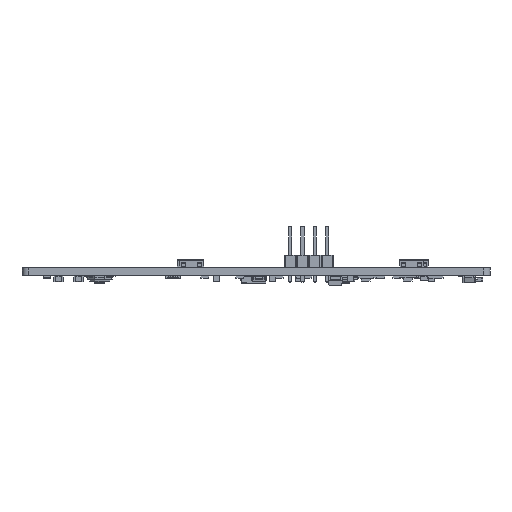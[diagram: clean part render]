
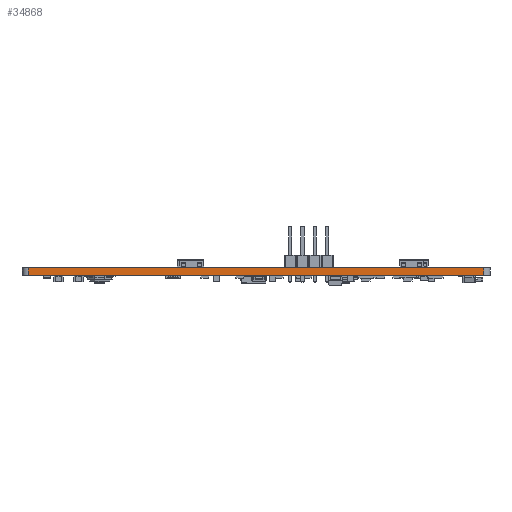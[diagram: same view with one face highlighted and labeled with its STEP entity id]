
A CAD part, front view. The second image highlights one B-rep face of the part: STEP entity #34868.
In plain terms, the highlighted planar face has unit normal (0, -1, 0).
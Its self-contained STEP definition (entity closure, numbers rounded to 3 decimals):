
#33476 = VERTEX_POINT('',#33477);
#33477 = CARTESIAN_POINT('',(-95.356,0.044,0.));
#33484 = EDGE_CURVE('',#33485,#33476,#33487,.T.);
#33485 = VERTEX_POINT('',#33486);
#33486 = CARTESIAN_POINT('',(-1.444,0.064,0.));
#33487 = LINE('',#33488,#33489);
#33488 = CARTESIAN_POINT('',(-1.444,0.064,0.));
#33489 = VECTOR('',#33490,1.);
#33490 = DIRECTION('',(-1.,0.,0.));
#34133 = VERTEX_POINT('',#34134);
#34134 = CARTESIAN_POINT('',(-95.356,0.044,1.58));
#34141 = EDGE_CURVE('',#34142,#34133,#34144,.T.);
#34142 = VERTEX_POINT('',#34143);
#34143 = CARTESIAN_POINT('',(-1.444,0.064,1.58));
#34144 = LINE('',#34145,#34146);
#34145 = CARTESIAN_POINT('',(-1.444,0.064,1.58));
#34146 = VECTOR('',#34147,1.);
#34147 = DIRECTION('',(-1.,0.,0.));
#34838 = EDGE_CURVE('',#33476,#34133,#34839,.T.);
#34839 = LINE('',#34840,#34841);
#34840 = CARTESIAN_POINT('',(-95.356,0.044,0.));
#34841 = VECTOR('',#34842,1.);
#34842 = DIRECTION('',(0.,0.,1.));
#34868 = ADVANCED_FACE('',(#34869),#34880,.T.);
#34869 = FACE_BOUND('',#34870,.T.);
#34870 = EDGE_LOOP('',(#34871,#34877,#34878,#34879));
#34871 = ORIENTED_EDGE('',*,*,#34872,.T.);
#34872 = EDGE_CURVE('',#33485,#34142,#34873,.T.);
#34873 = LINE('',#34874,#34875);
#34874 = CARTESIAN_POINT('',(-1.444,0.064,0.));
#34875 = VECTOR('',#34876,1.);
#34876 = DIRECTION('',(0.,0.,1.));
#34877 = ORIENTED_EDGE('',*,*,#34141,.T.);
#34878 = ORIENTED_EDGE('',*,*,#34838,.F.);
#34879 = ORIENTED_EDGE('',*,*,#33484,.F.);
#34880 = PLANE('',#34881);
#34881 = AXIS2_PLACEMENT_3D('',#34882,#34883,#34884);
#34882 = CARTESIAN_POINT('',(-1.444,0.064,0.));
#34883 = DIRECTION('',(0.,-1.,0.));
#34884 = DIRECTION('',(-1.,0.,0.));
